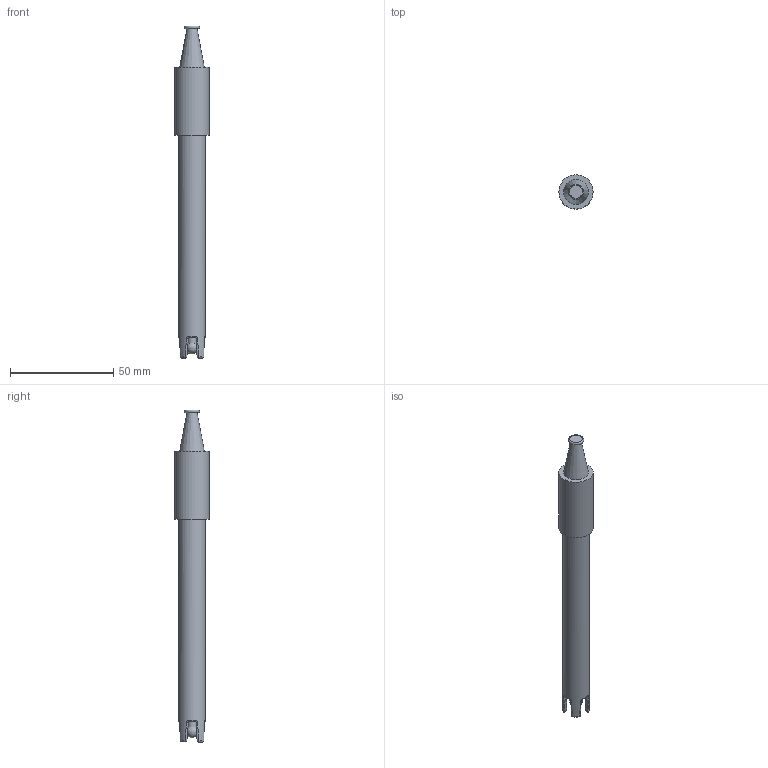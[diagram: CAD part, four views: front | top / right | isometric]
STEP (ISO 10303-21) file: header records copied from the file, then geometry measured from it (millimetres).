
FILE_DESCRIPTION(/* description */ (''),/* implementation_level */ '2;1');
FILE_NAME(/* name */ 'ph_sonda v1.step',/* time_stamp */ '2018-10-26T23:31:34+02:00',/* author */ ('kolcakmilan'),/* organization */ (''),/* preprocessor_version */ 'ST-DEVELOPER v17.2',/* originating_system */ 'Autodesk Translation Framework v7.6.0.251',/* authorisation */ '');
FILE_SCHEMA (('AUTOMOTIVE_DESIGN { 1 0 10303 214 3 1 1 }'));
Length unit declared in the file: millimetre
Products named in the file (1): ph_sonda
Bounding box: 16.6 x 16.6 x 161 mm (x, y, z)
Volume: 21772.4 mm3; surface area: 7674 mm2
Topology: 3 solids, 3 shells, 93 faces, 231 edges, 145 vertices
Faces by surface type: bspline 32, cylinder 23, plane 19, torus 13, sphere 5, cone 1
Full cylindrical faces by diameter (mm): 4 x1, 13 x1, 16.6 x1
Entity records: 4080 total; most frequent: CARTESIAN_POINT 1954, ORIENTED_EDGE 460, DIRECTION 396, EDGE_CURVE 230, AXIS2_PLACEMENT_3D 180, VERTEX_POINT 145, EDGE_LOOP 95, FACE_OUTER_BOUND 93
